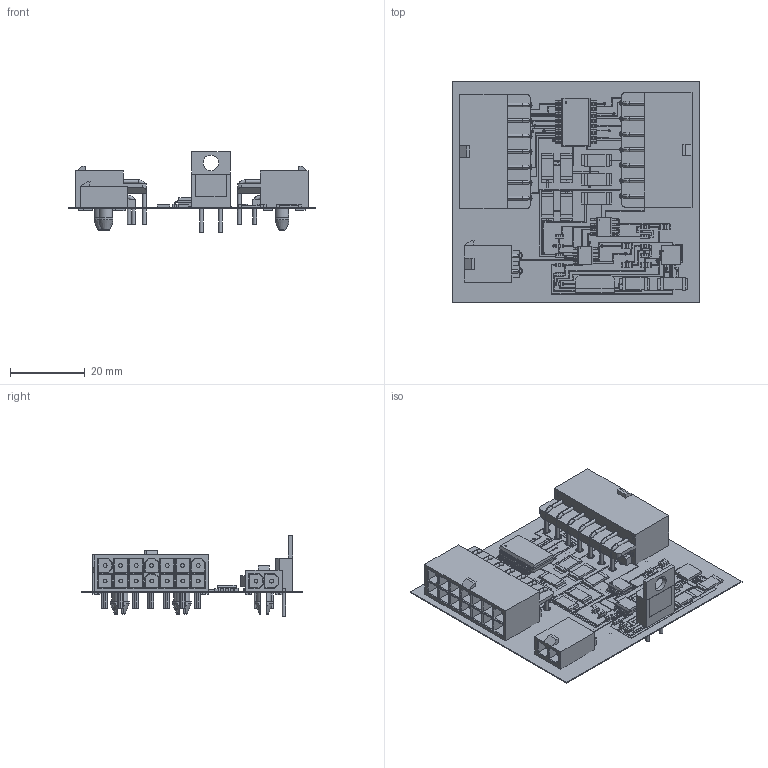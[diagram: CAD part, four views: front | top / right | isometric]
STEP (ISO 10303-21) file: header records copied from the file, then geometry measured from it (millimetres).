
FILE_DESCRIPTION(/* description */ ('PCB Design'),/* implementation_level */ '2;1');
FILE_NAME(/* name */ 'tutorial_214',/* time_stamp */ '2025-07-13T22:09:39+09:00',/* author */ (''),/* organization */ (''),/* preprocessor_version */ 'ST-DEVELOPER v16',/* originating_system */ 'allegro_23.1P001',/* authorisation */ '');
FILE_SCHEMA (('AUTOMOTIVE_DESIGN { 1 0 10303 214 3 1 1 }'));
Products named in the file (53): TUTORIAL; BOARD_OUTLINE; EXTERNAL COPPER; TOP; PADS_TOP; CIRCLE_24001; CIRCLE_75001; CIRCLE_152001; RECT_7400X20001; RECT_1000X28001; RECT_12600X126001; RECT_7600X120001; RECT_9800X24001; RECT_4000X48001; RECT_7500X75001; RECT_3800X32001; RECT_5100X16001; CIRCLE_78001; CIRCLE_154001; TRACES_TOP; SHAPES_TOP; BOTTOM; PADS_BOTTOM; CIRCLE_24002; CIRCLE_75002; CIRCLE_152002; RECT_7500X75002; CIRCLE_78002; CIRCLE_154002; TRACES_BOTTOM; SHAPES_BOTTOM; INTERNAL COPPER; COMPONENTS; CONN2_770966-2; D8-L; 21-0140L_T1655-2-L; SMR2512; D8-M; SML0805; TO220AC ...
Assembly tree (314 placements, depth 5):
  TUTORIAL
    BOARD_OUTLINE
    EXTERNAL COPPER
      TOP
        PADS_TOP
          CIRCLE_24001  x36
          CIRCLE_75001  x3
          CIRCLE_152001
          RECT_7400X20001  x8
          RECT_1000X28001  x16
          RECT_12600X126001
          RECT_7600X120001  x18
          RECT_9800X24001  x8
          RECT_4000X48001  x8
          RECT_7500X75001
          RECT_3800X32001  x20
          RECT_5100X16001  x36
          CIRCLE_78001  x28
          CIRCLE_154001  x4
        TRACES_TOP
        SHAPES_TOP
      BOTTOM
        PADS_BOTTOM
          CIRCLE_24002  x36
          CIRCLE_75002  x3
          CIRCLE_152002
          RECT_7500X75002
          CIRCLE_78002  x28
          CIRCLE_154002  x4
        TRACES_BOTTOM
        SHAPES_BOTTOM
    INTERNAL COPPER
    COMPONENTS
      CONN2_770966-2
        C-770966-2
      D8-L
        product
      21-0140L_T1655-2-L
        product
      SMR2512  x9
        product
      D8-M
        product
      SML0805  x4
        product
      TO220AC
        product
      SMC0603  x10
        product
      PG-DSO-36-34-L
        product
      CON14_2X7_P4_14MM_RAMNL  x2
        C-1-770973-0
Bounding box: 66.12 x 59.26 x 21.54 mm (x, y, z)
Volume: 6613.4 mm3; surface area: 21455.4 mm2
Topology: 9 solids, 1926 shells, 3134 faces, 11713 edges, 10549 vertices
Faces by surface type: plane 2332, cylinder 694, torus 98, cone 10
Full cylindrical faces by diameter (mm): 0.199 x2, 0.255 x1, 0.38 x1, 0.94 x2
Entity records: 91339 total; most frequent: CARTESIAN_POINT 18371, VERTEX_POINT 12216, DIRECTION 11883, ORIENTED_EDGE 9705, EDGE_CURVE 7848, VECTOR 5880, LINE 5880, AXIS2_PLACEMENT_3D 4316
